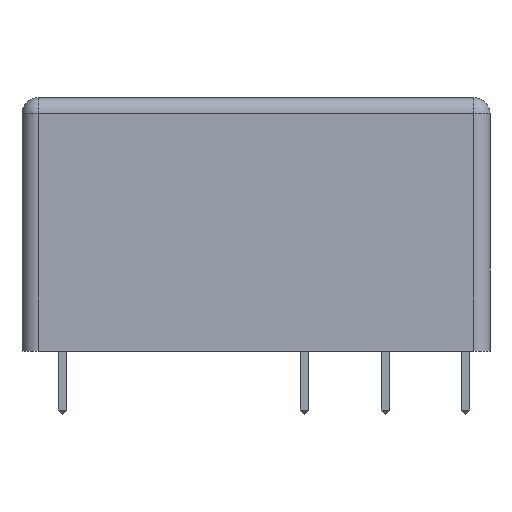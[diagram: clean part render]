
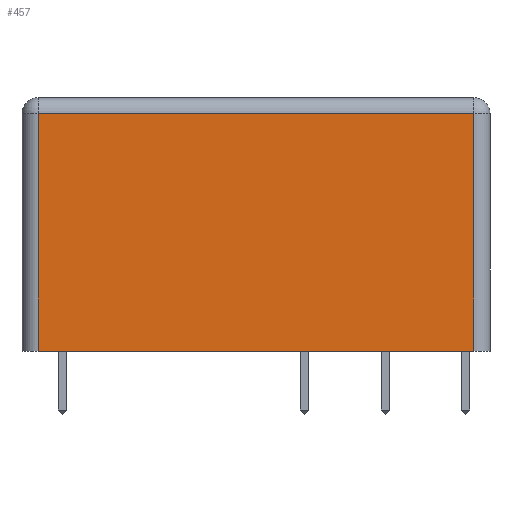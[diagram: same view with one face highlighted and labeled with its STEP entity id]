
A CAD part, top view. The second image highlights one B-rep face of the part: STEP entity #457.
In plain terms, the highlighted planar face has unit normal (0, 0, 1).
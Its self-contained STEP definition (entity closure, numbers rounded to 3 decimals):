
#207=CARTESIAN_POINT('',(-1.214,14.7,12.693));
#208=VERTEX_POINT('',#207);
#242=CARTESIAN_POINT('',(-1.214,0.0,12.693));
#243=VERTEX_POINT('',#242);
#260=CARTESIAN_POINT('',(-1.214,14.7,12.693));
#261=DIRECTION('',(0.0,-1.0,0.0));
#262=VECTOR('',#261,14.7);
#263=LINE('',#260,#262);
#264=EDGE_CURVE('',#208,#243,#263,.T.);
#307=CARTESIAN_POINT('',(-28.214,14.7,12.693));
#308=VERTEX_POINT('',#307);
#333=CARTESIAN_POINT('',(-28.214,0.0,12.693));
#334=VERTEX_POINT('',#333);
#342=CARTESIAN_POINT('',(-28.214,0.0,12.693));
#343=DIRECTION('',(0.0,1.0,0.0));
#344=VECTOR('',#343,14.7);
#345=LINE('',#342,#344);
#346=EDGE_CURVE('',#334,#308,#345,.T.);
#371=CARTESIAN_POINT('',(-28.214,14.7,12.693));
#372=DIRECTION('',(1.0,0.0,0.0));
#373=VECTOR('',#372,27.);
#374=LINE('',#371,#373);
#375=EDGE_CURVE('',#308,#208,#374,.T.);
#441=CARTESIAN_POINT('',(-29.214,0.0,12.693));
#442=DIRECTION('',(0.0,0.0,1.0));
#443=DIRECTION('',(1.0,0.0,0.0));
#444=AXIS2_PLACEMENT_3D('',#441,#442,#443);
#445=PLANE('',#444);
#446=ORIENTED_EDGE('',*,*,#264,.F.);
#447=ORIENTED_EDGE('',*,*,#375,.F.);
#448=ORIENTED_EDGE('',*,*,#346,.F.);
#449=CARTESIAN_POINT('',(-28.214,0.0,12.693));
#450=DIRECTION('',(1.0,0.0,0.0));
#451=VECTOR('',#450,27.);
#452=LINE('',#449,#451);
#453=EDGE_CURVE('',#334,#243,#452,.T.);
#454=ORIENTED_EDGE('',*,*,#453,.T.);
#455=EDGE_LOOP('',(#446,#447,#448,#454));
#456=FACE_OUTER_BOUND('',#455,.T.);
#457=ADVANCED_FACE('',(#456),#445,.T.);
